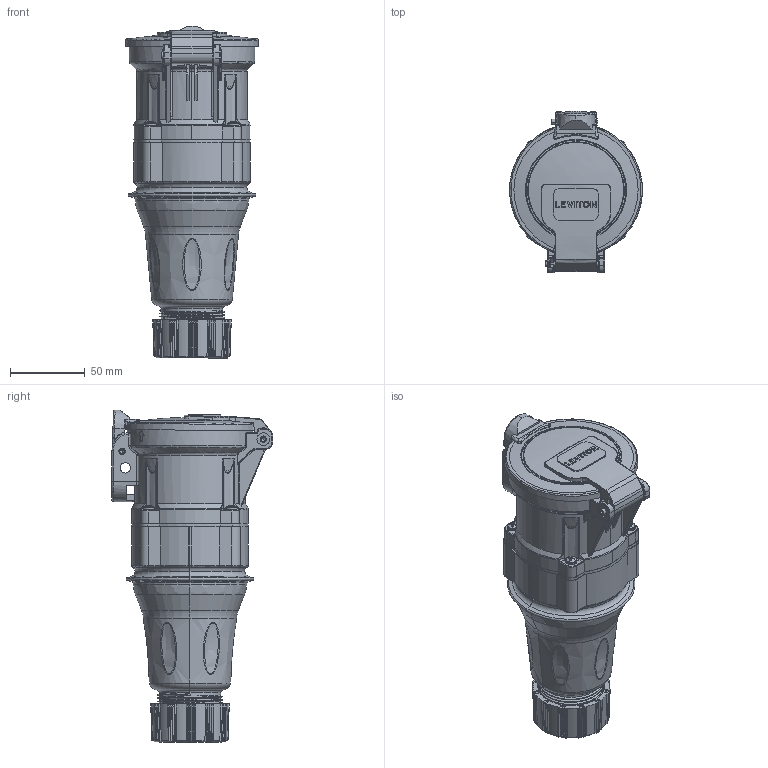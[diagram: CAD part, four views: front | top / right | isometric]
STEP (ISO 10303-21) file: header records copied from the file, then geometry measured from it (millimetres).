
FILE_DESCRIPTION (( 'STEP AP214' ), '1' );
FILE_NAME ('ORC6810-60Cxxx.STEP', '2025-09-29T18:45:00', ( '' ), ( '' ), 'SwSTEP 2.0', 'SolidWorks 2024', '' );
FILE_SCHEMA (( 'AUTOMOTIVE_DESIGN' ));
Length unit declared in the file: inch
Products named in the file (1): ORC6810-60Cxxx
Bounding box: 88.68 x 107.65 x 221.52 mm (x, y, z)
Volume: 828039.1 mm3; surface area: 134865.1 mm2
Topology: 4 solids, 5 shells, 2258 faces, 5940 edges, 3664 vertices
Faces by surface type: cylinder 764, plane 573, bspline 458, torus 206, cone 176, sphere 81
Entity records: 242115 total; most frequent: CARTESIAN_POINT 191664, ORIENTED_EDGE 11684, DIRECTION 9223, EDGE_CURVE 5842, VERTEX_POINT 3652, AXIS2_PLACEMENT_3D 3560, EDGE_LOOP 2362, ADVANCED_FACE 2258
